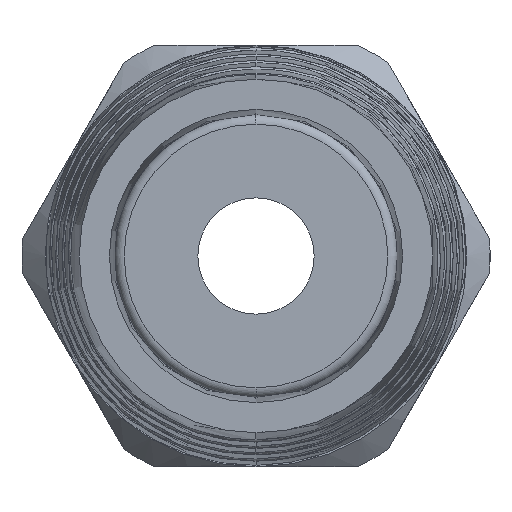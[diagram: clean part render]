
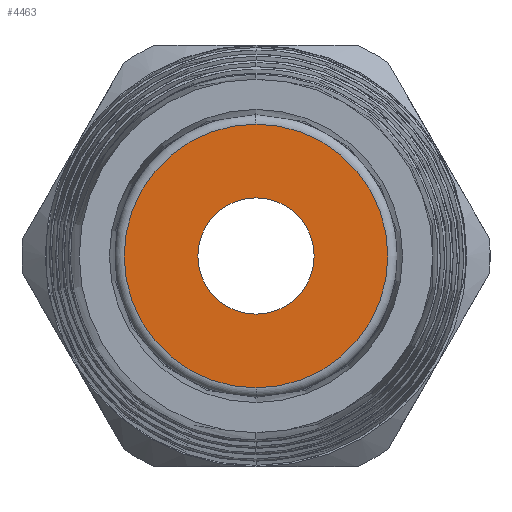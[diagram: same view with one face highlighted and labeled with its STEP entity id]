
A CAD part, left-side view. The second image highlights one B-rep face of the part: STEP entity #4463.
In plain terms, the highlighted planar face has unit normal (-1, 0, 0).
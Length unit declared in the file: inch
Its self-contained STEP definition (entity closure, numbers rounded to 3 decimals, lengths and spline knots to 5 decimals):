
#2546 = DIRECTION ( 'NONE',  ( 0., 0., -1. ) ) ;
#2547 = DIRECTION ( 'NONE',  ( 1., 0., 0. ) ) ;
#2548 = CARTESIAN_POINT ( 'NONE',  ( -1.15, 0., 0. ) ) ;
#2549 = AXIS2_PLACEMENT_3D ( 'NONE', #2548, #2547, #2546 ) ;
#2550 = CIRCLE ( 'NONE', #2549, 0.272 ) ;
#2551 = CARTESIAN_POINT ( 'NONE',  ( -1.15, 0., -0.272 ) ) ;
#2552 = CARTESIAN_POINT ( 'NONE',  ( -1.15, 0., 0.272 ) ) ;
#2788 = DIRECTION ( 'NONE',  ( 0., 0., -1. ) ) ;
#2789 = DIRECTION ( 'NONE',  ( 1., 0., 0. ) ) ;
#2790 = CARTESIAN_POINT ( 'NONE',  ( -1.15, 0., 0. ) ) ;
#2791 = AXIS2_PLACEMENT_3D ( 'NONE', #2790, #2789, #2788 ) ;
#2792 = CIRCLE ( 'NONE', #2791, 0.12 ) ;
#2797 = CARTESIAN_POINT ( 'NONE',  ( -1.15, 0., -0.12 ) ) ;
#2798 = CARTESIAN_POINT ( 'NONE',  ( -1.15, 0., 0.12 ) ) ;
#4049 = EDGE_LOOP ( 'NONE', ( #4052, #4053 ) ) ;
#4052 = ORIENTED_EDGE ( 'NONE', *, *, #4519, .T. ) ;
#4053 = ORIENTED_EDGE ( 'NONE', *, *, #8383, .T. ) ;
#4458 = EDGE_LOOP ( 'NONE', ( #8251, #8247 ) ) ;
#4463 = ADVANCED_FACE ( 'NONE', ( #6033, #6032 ), #6031, .T. ) ;
#4465 = EDGE_CURVE ( 'NONE', #8248, #8249, #6088, .T. ) ;
#4519 = EDGE_CURVE ( 'NONE', #8368, #8361, #6095, .T. ) ;
#6027 = DIRECTION ( 'NONE',  ( -1., 0., 0. ) ) ;
#6028 = CARTESIAN_POINT ( 'NONE',  ( -1.15, 0.272, 0. ) ) ;
#6029 = AXIS2_PLACEMENT_3D ( 'NONE', #6028, #6027, #6089 ) ;
#6030 = CARTESIAN_POINT ( 'NONE',  ( -1.15, 0., 0. ) ) ;
#6031 = PLANE ( 'NONE',  #6029 ) ;
#6032 = FACE_OUTER_BOUND ( 'NONE', #4458, .T. ) ;
#6033 = FACE_BOUND ( 'NONE', #4049, .T. ) ;
#6085 = DIRECTION ( 'NONE',  ( 0., 0., -1. ) ) ;
#6086 = DIRECTION ( 'NONE',  ( 1., 0., 0. ) ) ;
#6087 = AXIS2_PLACEMENT_3D ( 'NONE', #6030, #6086, #6085 ) ;
#6088 = CIRCLE ( 'NONE', #6087, 0.272 ) ;
#6089 = DIRECTION ( 'NONE',  ( 0., 0., 1. ) ) ;
#6092 = DIRECTION ( 'NONE',  ( 0., 0., -1. ) ) ;
#6093 = DIRECTION ( 'NONE',  ( 1., 0., 0. ) ) ;
#6094 = AXIS2_PLACEMENT_3D ( 'NONE', #6099, #6093, #6092 ) ;
#6095 = CIRCLE ( 'NONE', #6094, 0.12 ) ;
#6099 = CARTESIAN_POINT ( 'NONE',  ( -1.15, 0., 0. ) ) ;
#8247 = ORIENTED_EDGE ( 'NONE', *, *, #4465, .F. ) ;
#8248 = VERTEX_POINT ( 'NONE', #2552 ) ;
#8249 = VERTEX_POINT ( 'NONE', #2551 ) ;
#8251 = ORIENTED_EDGE ( 'NONE', *, *, #8255, .F. ) ;
#8255 = EDGE_CURVE ( 'NONE', #8249, #8248, #2550, .T. ) ;
#8361 = VERTEX_POINT ( 'NONE', #2798 ) ;
#8368 = VERTEX_POINT ( 'NONE', #2797 ) ;
#8383 = EDGE_CURVE ( 'NONE', #8361, #8368, #2792, .T. ) ;
